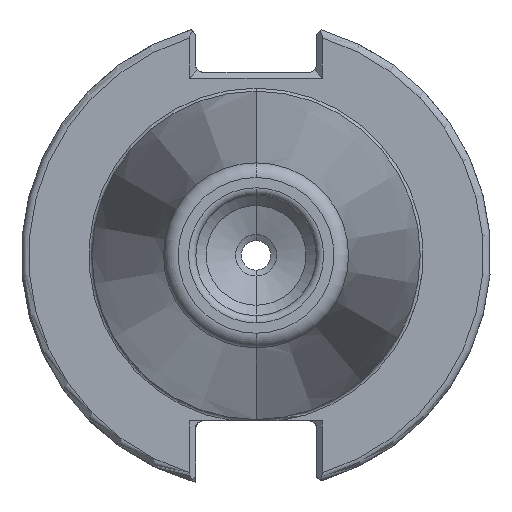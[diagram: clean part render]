
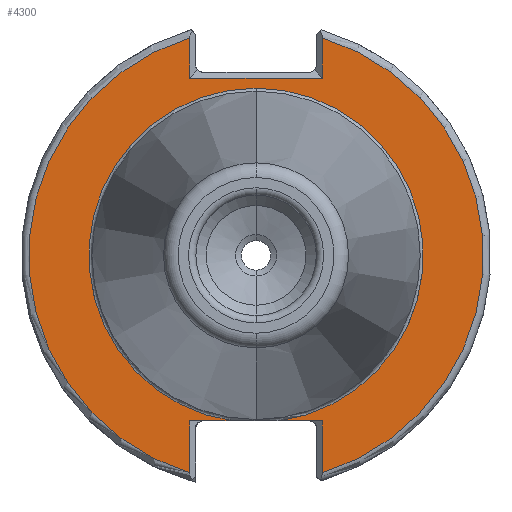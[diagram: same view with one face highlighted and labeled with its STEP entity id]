
A CAD part, left-side view. The second image highlights one B-rep face of the part: STEP entity #4300.
In plain terms, the highlighted planar face has unit normal (-1, 0, 0).
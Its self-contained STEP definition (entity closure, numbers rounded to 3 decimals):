
#38 = LINE ( 'NONE', #3937, #2098 ) ;
#53 = VERTEX_POINT ( 'NONE', #4112 ) ;
#155 = VERTEX_POINT ( 'NONE', #2436 ) ;
#200 = LINE ( 'NONE', #811, #3904 ) ;
#229 = VECTOR ( 'NONE', #3106, 1000. ) ;
#236 = EDGE_CURVE ( 'NONE', #3329, #2660, #763, .T. ) ;
#241 = CARTESIAN_POINT ( 'NONE',  ( -76.82, 8.99, -22.41 ) ) ;
#250 = CARTESIAN_POINT ( 'NONE',  ( -76.82, -8.19, -22.41 ) ) ;
#253 = DIRECTION ( 'NONE',  ( 0., -1., 0. ) ) ;
#297 = ORIENTED_EDGE ( 'NONE', *, *, #1661, .T. ) ;
#319 = CARTESIAN_POINT ( 'NONE',  ( -76.82, -8.99, 24. ) ) ;
#400 = ORIENTED_EDGE ( 'NONE', *, *, #625, .T. ) ;
#413 = DIRECTION ( 'NONE',  ( -1., 0., 0. ) ) ;
#418 = DIRECTION ( 'NONE',  ( 0., 0., 1. ) ) ;
#513 = AXIS2_PLACEMENT_3D ( 'NONE', #2498, #1504, #3739 ) ;
#546 = CARTESIAN_POINT ( 'NONE',  ( -76.82, 0., 0. ) ) ;
#625 = EDGE_CURVE ( 'NONE', #1470, #1245, #3010, .T. ) ;
#703 = LINE ( 'NONE', #1111, #3674 ) ;
#763 = CIRCLE ( 'NONE', #1268, 22.625 ) ;
#809 = LINE ( 'NONE', #3910, #1514 ) ;
#811 = CARTESIAN_POINT ( 'NONE',  ( -76.82, -8.99, 0. ) ) ;
#818 = EDGE_LOOP ( 'NONE', ( #2269, #2556, #2215, #400, #1149, #2799, #3211, #2078, #3187, #1581, #297 ) ) ;
#864 = VERTEX_POINT ( 'NONE', #319 ) ;
#941 = DIRECTION ( 'NONE',  ( 0., 0., 1. ) ) ;
#1026 = CIRCLE ( 'NONE', #3019, 22.625 ) ;
#1111 = CARTESIAN_POINT ( 'NONE',  ( -76.82, -8.19, -22.41 ) ) ;
#1149 = ORIENTED_EDGE ( 'NONE', *, *, #2150, .F. ) ;
#1245 = VERTEX_POINT ( 'NONE', #3986 ) ;
#1268 = AXIS2_PLACEMENT_3D ( 'NONE', #2205, #2192, #2187 ) ;
#1338 = EDGE_CURVE ( 'NONE', #155, #53, #809, .T. ) ;
#1371 = VERTEX_POINT ( 'NONE', #3668 ) ;
#1469 = CIRCLE ( 'NONE', #513, 30.775 ) ;
#1470 = VERTEX_POINT ( 'NONE', #241 ) ;
#1504 = DIRECTION ( 'NONE',  ( -1., 0., 0. ) ) ;
#1514 = VECTOR ( 'NONE', #1695, 1000. ) ;
#1523 = FACE_OUTER_BOUND ( 'NONE', #818, .T. ) ;
#1581 = ORIENTED_EDGE ( 'NONE', *, *, #3556, .T. ) ;
#1653 = VERTEX_POINT ( 'NONE', #2854 ) ;
#1661 = EDGE_CURVE ( 'NONE', #864, #155, #2961, .T. ) ;
#1691 = AXIS2_PLACEMENT_3D ( 'NONE', #546, #3594, #2633 ) ;
#1695 = DIRECTION ( 'NONE',  ( 0., 0., 1. ) ) ;
#1747 = VECTOR ( 'NONE', #3522, 1000. ) ;
#1893 = CARTESIAN_POINT ( 'NONE',  ( -76.82, 8.99, -29.433 ) ) ;
#1899 = LINE ( 'NONE', #2249, #1747 ) ;
#1936 = CIRCLE ( 'NONE', #4190, 30.775 ) ;
#2078 = ORIENTED_EDGE ( 'NONE', *, *, #3505, .T. ) ;
#2098 = VECTOR ( 'NONE', #418, 1000. ) ;
#2150 = EDGE_CURVE ( 'NONE', #2660, #1245, #1026, .T. ) ;
#2187 = DIRECTION ( 'NONE',  ( 0., 0., 1. ) ) ;
#2192 = DIRECTION ( 'NONE',  ( -1., 0., 0. ) ) ;
#2205 = CARTESIAN_POINT ( 'NONE',  ( -76.82, 0., 0. ) ) ;
#2215 = ORIENTED_EDGE ( 'NONE', *, *, #4208, .T. ) ;
#2249 = CARTESIAN_POINT ( 'NONE',  ( -76.82, -8.99, 24.8 ) ) ;
#2269 = ORIENTED_EDGE ( 'NONE', *, *, #1338, .T. ) ;
#2340 = CARTESIAN_POINT ( 'NONE',  ( -76.82, -3.112, -22.41 ) ) ;
#2351 = DIRECTION ( 'NONE',  ( 0., 0., -1. ) ) ;
#2436 = CARTESIAN_POINT ( 'NONE',  ( -76.82, 8.99, 24. ) ) ;
#2490 = CARTESIAN_POINT ( 'NONE',  ( -76.82, 0., 24. ) ) ;
#2498 = CARTESIAN_POINT ( 'NONE',  ( -76.82, 0., 0. ) ) ;
#2556 = ORIENTED_EDGE ( 'NONE', *, *, #2874, .T. ) ;
#2633 = DIRECTION ( 'NONE',  ( 0., 0., -1. ) ) ;
#2660 = VERTEX_POINT ( 'NONE', #3499 ) ;
#2790 = EDGE_CURVE ( 'NONE', #4323, #1653, #1936, .T. ) ;
#2799 = ORIENTED_EDGE ( 'NONE', *, *, #236, .F. ) ;
#2804 = DIRECTION ( 'NONE',  ( 0., 0., -1. ) ) ;
#2854 = CARTESIAN_POINT ( 'NONE',  ( -76.82, -8.99, 29.433 ) ) ;
#2874 = EDGE_CURVE ( 'NONE', #53, #4245, #1469, .T. ) ;
#2961 = LINE ( 'NONE', #2490, #229 ) ;
#3010 = LINE ( 'NONE', #250, #3124 ) ;
#3019 = AXIS2_PLACEMENT_3D ( 'NONE', #4103, #3247, #941 ) ;
#3106 = DIRECTION ( 'NONE',  ( 0., 1., 0. ) ) ;
#3124 = VECTOR ( 'NONE', #253, 1000. ) ;
#3187 = ORIENTED_EDGE ( 'NONE', *, *, #2790, .T. ) ;
#3211 = ORIENTED_EDGE ( 'NONE', *, *, #4117, .T. ) ;
#3247 = DIRECTION ( 'NONE',  ( -1., 0., 0. ) ) ;
#3329 = VERTEX_POINT ( 'NONE', #2340 ) ;
#3499 = CARTESIAN_POINT ( 'NONE',  ( -76.82, 0., 22.625 ) ) ;
#3505 = EDGE_CURVE ( 'NONE', #1371, #4323, #200, .T. ) ;
#3522 = DIRECTION ( 'NONE',  ( 0., 0., -1. ) ) ;
#3556 = EDGE_CURVE ( 'NONE', #1653, #864, #1899, .T. ) ;
#3573 = CARTESIAN_POINT ( 'NONE',  ( -76.82, -8.99, -29.433 ) ) ;
#3594 = DIRECTION ( 'NONE',  ( 1., 0., 0. ) ) ;
#3668 = CARTESIAN_POINT ( 'NONE',  ( -76.82, -8.99, -22.41 ) ) ;
#3674 = VECTOR ( 'NONE', #3767, 1000. ) ;
#3739 = DIRECTION ( 'NONE',  ( 0., 0., -1. ) ) ;
#3767 = DIRECTION ( 'NONE',  ( 0., -1., 0. ) ) ;
#3904 = VECTOR ( 'NONE', #2804, 1000. ) ;
#3910 = CARTESIAN_POINT ( 'NONE',  ( -76.82, 8.99, 30.701 ) ) ;
#3937 = CARTESIAN_POINT ( 'NONE',  ( -76.82, 8.99, 0. ) ) ;
#3986 = CARTESIAN_POINT ( 'NONE',  ( -76.82, 3.112, -22.41 ) ) ;
#4103 = CARTESIAN_POINT ( 'NONE',  ( -76.82, 0., 0. ) ) ;
#4112 = CARTESIAN_POINT ( 'NONE',  ( -76.82, 8.99, 29.433 ) ) ;
#4117 = EDGE_CURVE ( 'NONE', #3329, #1371, #703, .T. ) ;
#4190 = AXIS2_PLACEMENT_3D ( 'NONE', #4198, #413, #2351 ) ;
#4198 = CARTESIAN_POINT ( 'NONE',  ( -76.82, 0., 0. ) ) ;
#4208 = EDGE_CURVE ( 'NONE', #4245, #1470, #38, .T. ) ;
#4245 = VERTEX_POINT ( 'NONE', #1893 ) ;
#4295 = PLANE ( 'NONE',  #1691 ) ;
#4300 = ADVANCED_FACE ( 'NONE', ( #1523 ), #4295, .F. ) ;
#4323 = VERTEX_POINT ( 'NONE', #3573 ) ;
